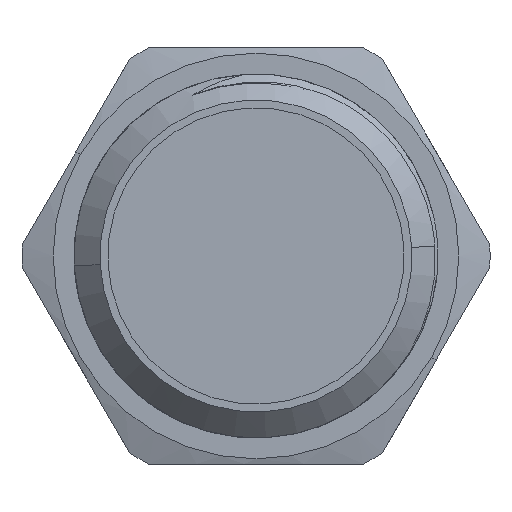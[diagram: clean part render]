
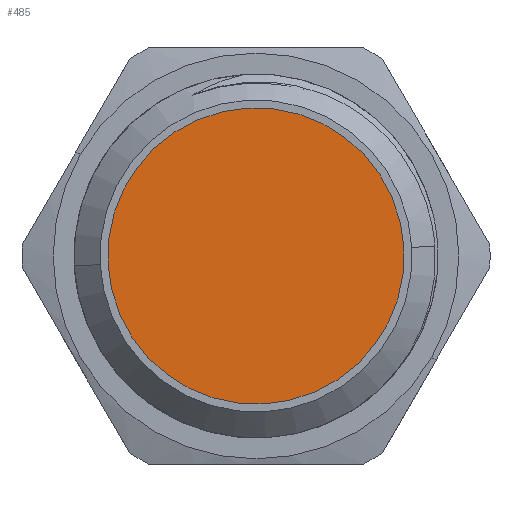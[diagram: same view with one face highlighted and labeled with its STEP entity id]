
A CAD part, front view. The second image highlights one B-rep face of the part: STEP entity #485.
In plain terms, the highlighted planar face has unit normal (0, -1, 0).
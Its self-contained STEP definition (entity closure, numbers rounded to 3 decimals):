
#85 = PLANE ( 'NONE',  #5698 ) ;
#230 = AXIS2_PLACEMENT_3D ( 'NONE', #2802, #4712, #785 ) ;
#270 = CARTESIAN_POINT ( 'NONE',  ( 0., -7.9, -4. ) ) ;
#485 = ADVANCED_FACE ( 'NONE', ( #1671 ), #85, .T. ) ;
#692 = CARTESIAN_POINT ( 'NONE',  ( 0., -7.9, -4. ) ) ;
#785 = DIRECTION ( 'NONE',  ( 0.998, 0., 0.055 ) ) ;
#859 = CIRCLE ( 'NONE', #5939, 2.85 ) ;
#1108 = DIRECTION ( 'NONE',  ( 0., -1., 0. ) ) ;
#1278 = EDGE_LOOP ( 'NONE', ( #6203, #4361 ) ) ;
#1523 = CARTESIAN_POINT ( 'NONE',  ( 2.846, -7.9, -3.843 ) ) ;
#1671 = FACE_OUTER_BOUND ( 'NONE', #1278, .T. ) ;
#2802 = CARTESIAN_POINT ( 'NONE',  ( 0., -7.9, -4. ) ) ;
#3945 = EDGE_CURVE ( 'NONE', #4707, #4885, #5417, .T. ) ;
#4315 = CARTESIAN_POINT ( 'NONE',  ( -2.846, -7.9, -4.157 ) ) ;
#4361 = ORIENTED_EDGE ( 'NONE', *, *, #5713, .T. ) ;
#4541 = DIRECTION ( 'NONE',  ( 0.998, 0., 0.055 ) ) ;
#4551 = DIRECTION ( 'NONE',  ( 0., 0., -1. ) ) ;
#4707 = VERTEX_POINT ( 'NONE', #4315 ) ;
#4712 = DIRECTION ( 'NONE',  ( 0., -1., 0. ) ) ;
#4885 = VERTEX_POINT ( 'NONE', #1523 ) ;
#5417 = CIRCLE ( 'NONE', #230, 2.85 ) ;
#5459 = DIRECTION ( 'NONE',  ( 0., -1., 0. ) ) ;
#5698 = AXIS2_PLACEMENT_3D ( 'NONE', #692, #1108, #4551 ) ;
#5713 = EDGE_CURVE ( 'NONE', #4885, #4707, #859, .T. ) ;
#5939 = AXIS2_PLACEMENT_3D ( 'NONE', #270, #5459, #4541 ) ;
#6203 = ORIENTED_EDGE ( 'NONE', *, *, #3945, .T. ) ;
